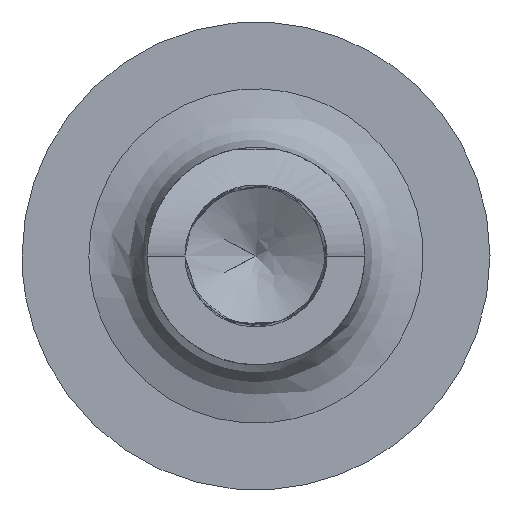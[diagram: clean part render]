
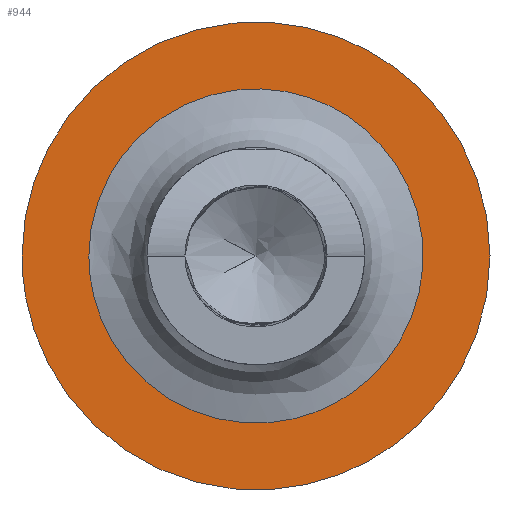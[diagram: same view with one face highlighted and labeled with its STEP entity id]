
A CAD part, front view. The second image highlights one B-rep face of the part: STEP entity #944.
In plain terms, the highlighted free-form (B-spline) face has degree [1, 1] with [2, 2] control points.
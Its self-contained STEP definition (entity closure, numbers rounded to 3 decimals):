
#878=CARTESIAN_POINT('V23',(-1.93,-6.323,
   0.0));
#879=VERTEX_POINT('V23',#878);
#893=CARTESIAN_POINT('E36',(-1.93,-6.323,
   0.0));
#894=CARTESIAN_POINT('E36',(-1.93,-6.323,
   3.464));
#895=CARTESIAN_POINT('E36',(1.07,-6.323,
   1.732));
#896=CARTESIAN_POINT('E36',(4.07,-6.323,
   0.));
#897=CARTESIAN_POINT('E36',(1.07,-6.323,
   -1.732));
#898=CARTESIAN_POINT('E36',(-1.93,-6.323,
   -3.464));
#899=CARTESIAN_POINT('E36',(-1.93,-6.323,
   0.0));
#907=(BOUNDED_CURVE()B_SPLINE_CURVE(2,(#893,#894,#895,#896,#897,
   #898,#899),.CIRCULAR_ARC.,.T.,.U.)B_SPLINE_CURVE_WITH_KNOTS((3,
   2,2,3),(0.0,0.333,0.667,1.0),
   .UNSPECIFIED.)CURVE()GEOMETRIC_REPRESENTATION_ITEM()
   RATIONAL_B_SPLINE_CURVE((1.0,0.5,1.0,
   0.5,1.0,0.5,1.0))REPRESENTATION_ITEM(
   'E36'));
#908=EDGE_CURVE('E36',#879,#879,#907,.T.);
#915=CARTESIAN_POINT('F17',(-3.01,-6.323,
   3.08));
#916=CARTESIAN_POINT('F17',(-3.01,-6.323,
   -3.08));
#917=CARTESIAN_POINT('F17',(3.15,-6.323,
   3.08));
#918=CARTESIAN_POINT('F17',(3.15,-6.323,
   -3.08));
#919=QUASI_UNIFORM_SURFACE('F17',1,1,((#915,#917),(#916,#918)),
   .PLANE_SURF.,.F.,.F.,.U.);
#920=CARTESIAN_POINT('V22',(-2.73,-6.323,
   0.0));
#921=VERTEX_POINT('V22',#920);
#922=CARTESIAN_POINT('E35',(-2.73,-6.323,
   0.0));
#923=CARTESIAN_POINT('E35',(-2.73,-6.323,
   4.85));
#924=CARTESIAN_POINT('E35',(1.47,-6.323,
   2.425));
#925=CARTESIAN_POINT('E35',(5.67,-6.323,
   0.));
#926=CARTESIAN_POINT('E35',(1.47,-6.323,
   -2.425));
#927=CARTESIAN_POINT('E35',(-2.73,-6.323,
   -4.85));
#928=CARTESIAN_POINT('E35',(-2.73,-6.323,
   0.0));
#936=(BOUNDED_CURVE()B_SPLINE_CURVE(2,(#922,#923,#924,#925,#926,
   #927,#928),.CIRCULAR_ARC.,.T.,.U.)B_SPLINE_CURVE_WITH_KNOTS((3,
   2,2,3),(0.0,6.062,12.124,
   18.187),.UNSPECIFIED.)CURVE()
   GEOMETRIC_REPRESENTATION_ITEM()RATIONAL_B_SPLINE_CURVE((1.0,
   0.5,1.0,0.5,1.0,0.5,1.0)
   )REPRESENTATION_ITEM('E35'));
#937=EDGE_CURVE('E35',#921,#921,#936,.T.);
#938=ORIENTED_EDGE('E35',*,*,#937,.F.);
#939=EDGE_LOOP('F17',(#938));
#940=FACE_OUTER_BOUND('F17',#939,.T.);
#941=ORIENTED_EDGE('E36',*,*,#908,.T.);
#942=EDGE_LOOP('F17',(#941));
#943=FACE_BOUND('F17',#942,.T.);
#944=ADVANCED_FACE('F17',(#940,#943),#919,.T.);
